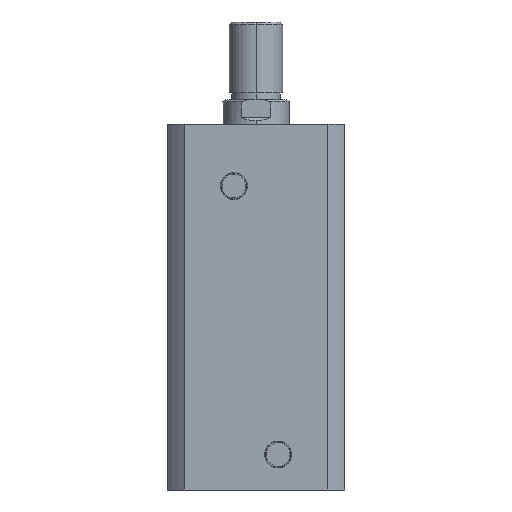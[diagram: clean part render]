
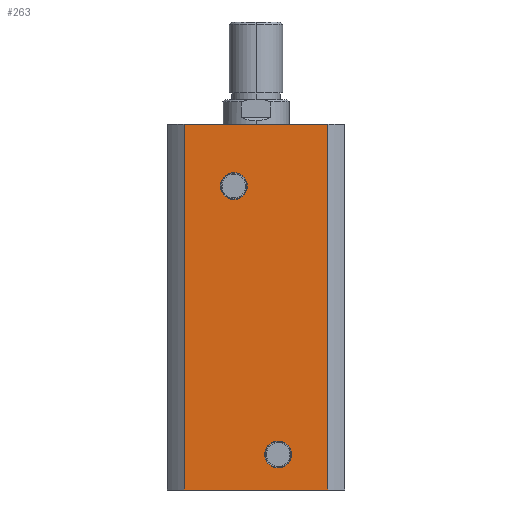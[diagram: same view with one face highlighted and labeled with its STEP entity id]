
A CAD part, left-side view. The second image highlights one B-rep face of the part: STEP entity #263.
In plain terms, the highlighted planar face has unit normal (-1, 0, 0).
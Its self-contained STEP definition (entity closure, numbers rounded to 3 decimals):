
#77 = VERTEX_POINT ( 'NONE', #1290 ) ;
#83 = VERTEX_POINT ( 'NONE', #1296 ) ;
#154 = AXIS2_PLACEMENT_3D ( 'NONE', #1299, #1303, #1304 ) ;
#263 = ADVANCED_FACE ( 'NONE', ( #3201, #3205, #3194 ), #1301, .F. ) ;
#776 = LINE ( 'NONE', #2579, #778 ) ;
#777 = CIRCLE ( 'NONE', #1085, 6.06 ) ;
#778 = VECTOR ( 'NONE', #2586, 1000. ) ;
#779 = CIRCLE ( 'NONE', #1084, 6.06 ) ;
#780 = LINE ( 'NONE', #2595, #783 ) ;
#781 = LINE ( 'NONE', #2594, #787 ) ;
#782 = LINE ( 'NONE', #2599, #785 ) ;
#783 = VECTOR ( 'NONE', #2582, 1000. ) ;
#785 = VECTOR ( 'NONE', #2601, 1000. ) ;
#787 = VECTOR ( 'NONE', #2602, 1000. ) ;
#918 = CIRCLE ( 'NONE', #1122, 6.06 ) ;
#930 = CIRCLE ( 'NONE', #1126, 6.06 ) ;
#1084 = AXIS2_PLACEMENT_3D ( 'NONE', #2591, #2592, #2593 ) ;
#1085 = AXIS2_PLACEMENT_3D ( 'NONE', #2596, #2597, #2598 ) ;
#1122 = AXIS2_PLACEMENT_3D ( 'NONE', #2815, #2816, #2817 ) ;
#1126 = AXIS2_PLACEMENT_3D ( 'NONE', #2835, #2836, #2837 ) ;
#1290 = CARTESIAN_POINT ( 'NONE',  ( -40., -10., 9.94 ) ) ;
#1296 = CARTESIAN_POINT ( 'NONE',  ( -40., -10., 22.06 ) ) ;
#1299 = CARTESIAN_POINT ( 'NONE',  ( -40., 0., 165. ) ) ;
#1301 = PLANE ( 'NONE',  #154 ) ;
#1303 = DIRECTION ( 'NONE',  ( 1., 0., 0. ) ) ;
#1304 = DIRECTION ( 'NONE',  ( 0., 1., 0. ) ) ;
#1879 = VERTEX_POINT ( 'NONE', #3343 ) ;
#2081 = VERTEX_POINT ( 'NONE', #3413 ) ;
#2102 = VERTEX_POINT ( 'NONE', #3434 ) ;
#2103 = VERTEX_POINT ( 'NONE', #3435 ) ;
#2292 = ORIENTED_EDGE ( 'NONE', *, *, #3113, .T. ) ;
#2293 = ORIENTED_EDGE ( 'NONE', *, *, #3119, .F. ) ;
#2294 = ORIENTED_EDGE ( 'NONE', *, *, #3118, .F. ) ;
#2295 = ORIENTED_EDGE ( 'NONE', *, *, #3117, .T. ) ;
#2296 = ORIENTED_EDGE ( 'NONE', *, *, #3291, .F. ) ;
#2297 = ORIENTED_EDGE ( 'NONE', *, *, #3116, .F. ) ;
#2298 = ORIENTED_EDGE ( 'NONE', *, *, #3283, .F. ) ;
#2299 = ORIENTED_EDGE ( 'NONE', *, *, #3115, .F. ) ;
#2579 = CARTESIAN_POINT ( 'NONE',  ( -40., 32.438, 165. ) ) ;
#2582 = DIRECTION ( 'NONE',  ( 0., -1., 0. ) ) ;
#2586 = DIRECTION ( 'NONE',  ( 0., 0., -1. ) ) ;
#2591 = CARTESIAN_POINT ( 'NONE',  ( -40., -10., 16. ) ) ;
#2592 = DIRECTION ( 'NONE',  ( -1., 0., 0. ) ) ;
#2593 = DIRECTION ( 'NONE',  ( 0., 0., 1. ) ) ;
#2594 = CARTESIAN_POINT ( 'NONE',  ( -40., 0., 165. ) ) ;
#2595 = CARTESIAN_POINT ( 'NONE',  ( -40., 0., 0. ) ) ;
#2596 = CARTESIAN_POINT ( 'NONE',  ( -40., 10., 137. ) ) ;
#2597 = DIRECTION ( 'NONE',  ( -1., 0., 0. ) ) ;
#2598 = DIRECTION ( 'NONE',  ( 0., 0., 1. ) ) ;
#2599 = CARTESIAN_POINT ( 'NONE',  ( -40., -32.438, 165. ) ) ;
#2601 = DIRECTION ( 'NONE',  ( 0., 0., -1. ) ) ;
#2602 = DIRECTION ( 'NONE',  ( 0., -1., 0. ) ) ;
#2815 = CARTESIAN_POINT ( 'NONE',  ( -40., -10., 16. ) ) ;
#2816 = DIRECTION ( 'NONE',  ( -1., 0., 0. ) ) ;
#2817 = DIRECTION ( 'NONE',  ( 0., 0., 1. ) ) ;
#2835 = CARTESIAN_POINT ( 'NONE',  ( -40., 10., 137. ) ) ;
#2836 = DIRECTION ( 'NONE',  ( -1., 0., 0. ) ) ;
#2837 = DIRECTION ( 'NONE',  ( 0., 0., 1. ) ) ;
#2866 = CARTESIAN_POINT ( 'NONE',  ( -40., 32.438, 165. ) ) ;
#2886 = CARTESIAN_POINT ( 'NONE',  ( -40., -32.438, 0. ) ) ;
#3113 = EDGE_CURVE ( 'NONE', #3321, #2102, #776, .T. ) ;
#3115 = EDGE_CURVE ( 'NONE', #83, #77, #779, .T. ) ;
#3116 = EDGE_CURVE ( 'NONE', #2081, #2103, #777, .T. ) ;
#3117 = EDGE_CURVE ( 'NONE', #2102, #3828, #780, .T. ) ;
#3118 = EDGE_CURVE ( 'NONE', #1879, #3828, #782, .T. ) ;
#3119 = EDGE_CURVE ( 'NONE', #3321, #1879, #781, .T. ) ;
#3194 = FACE_OUTER_BOUND ( 'NONE', #3244, .T. ) ;
#3201 = FACE_BOUND ( 'NONE', #3240, .T. ) ;
#3205 = FACE_BOUND ( 'NONE', #3243, .T. ) ;
#3240 = EDGE_LOOP ( 'NONE', ( #2299, #2298 ) ) ;
#3243 = EDGE_LOOP ( 'NONE', ( #2297, #2296 ) ) ;
#3244 = EDGE_LOOP ( 'NONE', ( #2295, #2294, #2293, #2292 ) ) ;
#3283 = EDGE_CURVE ( 'NONE', #77, #83, #918, .T. ) ;
#3291 = EDGE_CURVE ( 'NONE', #2103, #2081, #930, .T. ) ;
#3321 = VERTEX_POINT ( 'NONE', #2866 ) ;
#3343 = CARTESIAN_POINT ( 'NONE',  ( -40., -32.438, 165. ) ) ;
#3413 = CARTESIAN_POINT ( 'NONE',  ( -40., 10., 143.06 ) ) ;
#3434 = CARTESIAN_POINT ( 'NONE',  ( -40., 32.438, 0. ) ) ;
#3435 = CARTESIAN_POINT ( 'NONE',  ( -40., 10., 130.94 ) ) ;
#3828 = VERTEX_POINT ( 'NONE', #2886 ) ;
